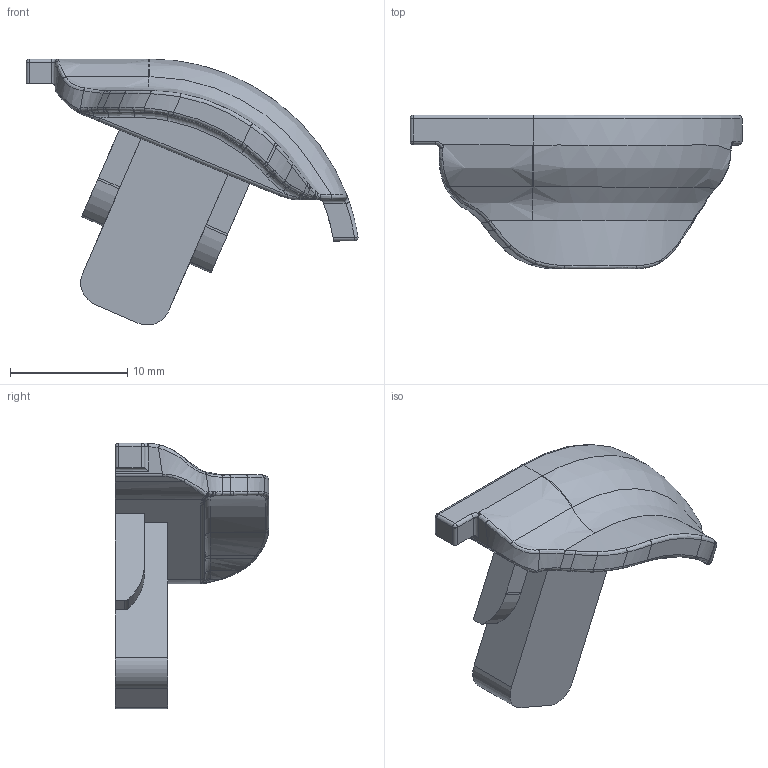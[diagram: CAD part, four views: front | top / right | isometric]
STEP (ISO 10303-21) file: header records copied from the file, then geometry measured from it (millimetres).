
FILE_DESCRIPTION(/* description */ (''),/* implementation_level */ '2;1');
FILE_NAME(/* name */ 'MirrorZR Trigger.step',/* time_stamp */ '2024-02-13T22:04:50+09:00',/* author */ (''),/* organization */ (''),/* preprocessor_version */ 'ST-DEVELOPER v20',/* originating_system */ 'Autodesk Translation Framework v12.20.1.177',/* authorisation */ '');
FILE_SCHEMA (('AUTOMOTIVE_DESIGN { 1 0 10303 214 3 1 1 }'));
Length unit declared in the file: millimetre
Products named in the file (1): MirrorZR Trigger_1
Bounding box: 28.28 x 13.1 x 22.65 mm (x, y, z)
Volume: 1904.5 mm3; surface area: 1355.5 mm2
Topology: 1 solids, 1 shells, 172 faces, 418 edges, 244 vertices
Faces by surface type: bspline 98, cylinder 36, plane 26, sphere 7, torus 5
Full cylindrical faces by diameter (mm): 3 x1
Entity records: 7739 total; most frequent: CARTESIAN_POINT 4205, ORIENTED_EDGE 826, DIRECTION 618, EDGE_CURVE 413, AXIS2_PLACEMENT_3D 252, VERTEX_POINT 244, EDGE_LOOP 173, FACE_OUTER_BOUND 172
